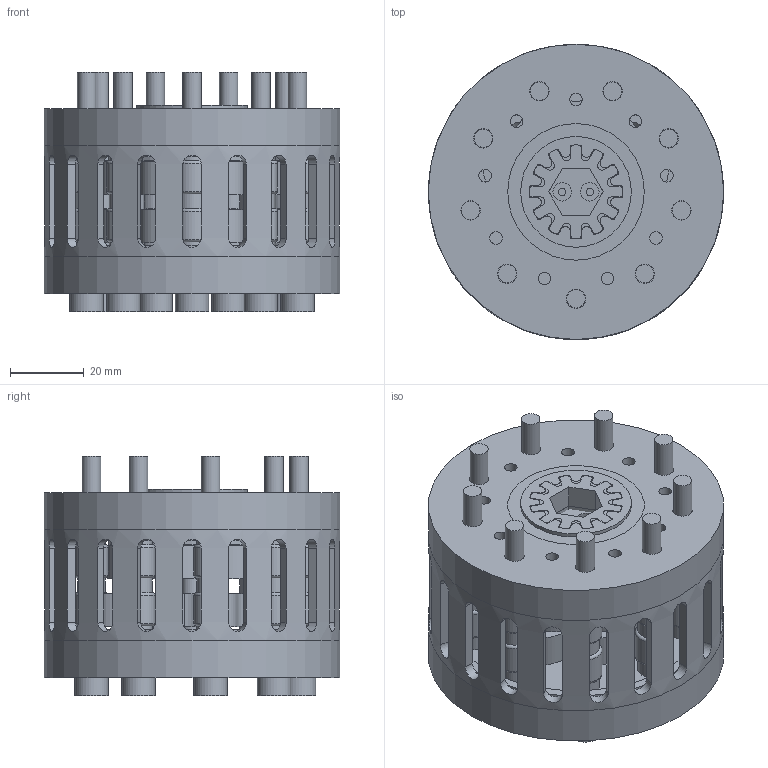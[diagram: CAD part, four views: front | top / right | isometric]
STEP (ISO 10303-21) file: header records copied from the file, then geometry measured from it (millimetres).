
FILE_DESCRIPTION(/* description */ ('STEP AP242 Edition 2','CAx-IF Rec.Pracs.---Representation and Presentation of Product Manufacturing Information (PMI)---4.0---2014-10-13','CAx-IF Rec.Pracs.---3D Tessellated Geometry---0.4---2014-09-14','2;1','CAx-IF Rec.Pracs.---User Defined Attributes---1.5---2016-08-15'),/* implementation_level */ '2;1');
FILE_NAME(/* name */ '6959d3ee1df1aa22cff67018',/* time_stamp */ '2026-01-04T02:43:58Z',/* author */ (''),/* organization */ (''),/* preprocessor_version */ 'ST-DEVELOPER v20',/* originating_system */ 'ONSHAPE BY PTC INC, 1.208',/* authorisation */ ' ');
FILE_SCHEMA (('AP242_MANAGED_MODEL_BASED_3D_ENGINEERING_MIM_LF { 1 0 10303 442 3 1 4 }'));
Length unit declared in the file: metre
Products named in the file (16): Cycloidal Drive NEMA 17; 4mm spacer for M5 bolt; Cycloid Outer Bearing 9mm OD; 30mm ID 37mm OD 4mm Thickness Bearing; Placeholder for 12mm ID 18mm OD 4mm thickness bearings; Cycloidal disk 2.0; Nema 17 mounting & backplate; Output Shaft; long M5 placeholder; CAM; ThunderHex 0.5 in ID 1.25in OD bearing; Cap plate; 3D-Print Adapter (1/2" Hex Bore, Thrifty Profile); Housing; CAM TOP; CAM CAP
Assembly tree (71 placements, depth 2):
  Cycloidal Drive NEMA 17
    4mm spacer for M5 bolt  x27
    Cycloid Outer Bearing 9mm OD  x18
    30mm ID 37mm OD 4mm Thickness Bearing  x2
    Placeholder for 12mm ID 18mm OD 4mm thickness bearings  x4
    Cycloidal disk 2.0  x2
    Nema 17 mounting & backplate
    Output Shaft
    long M5 placeholder  x9
    CAM
    ThunderHex 0.5 in ID 1.25in OD bearing
    Cap plate
    3D-Print Adapter (1/2" Hex Bore, Thrifty Profile)
    Housing
    CAM TOP
    CAM CAP
Bounding box: 80 x 80 x 65 mm (x, y, z)
Volume: 174094.9 mm3; surface area: 102379.3 mm2
Topology: 71 solids, 71 shells, 683 faces, 1474 edges, 970 vertices
Faces by surface type: cylinder 343, plane 283, torus 40, cone 13, bspline 4
Full cylindrical faces by diameter (mm): 2 x6, 3.4 x13, 5 x30, 5.25 x45, 6 x4, 7.1 x9, 7.5 x27, 9 x27, 10 x8, 12 x6, 13.75 x1, 13.76 x1, 18 x8, 19.204 x2, 20 x1, 24.575 x2, 28.575 x2, 30 x3, 37 x3, 45 x1, 69.5 x2, 74.5 x2, 74.6 x1, 80 x3
Entity records: 13781 total; most frequent: CARTESIAN_POINT 3038, DIRECTION 2198, ORIENTED_EDGE 1844, EDGE_CURVE 922, AXIS2_PLACEMENT_3D 878, EDGE_LOOP 696, FACE_BOUND 696, VERTEX_POINT 682
